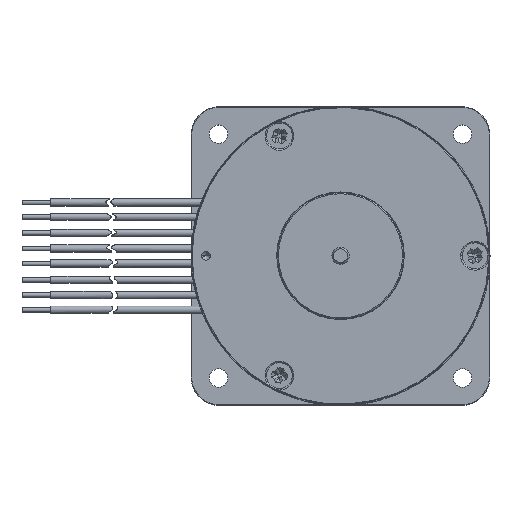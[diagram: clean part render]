
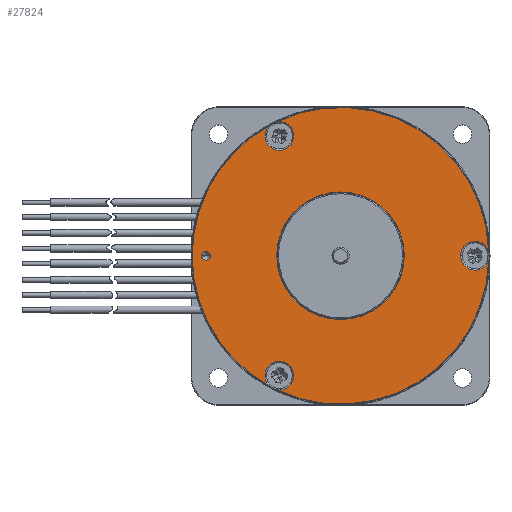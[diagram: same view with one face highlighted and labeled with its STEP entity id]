
A CAD part, top view. The second image highlights one B-rep face of the part: STEP entity #27824.
In plain terms, the highlighted face is planar.
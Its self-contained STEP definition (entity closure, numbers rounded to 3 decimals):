
#27279=CARTESIAN_POINT('',(0.,0.,0.));
#27280=DIRECTION('',(0.,0.,1.));
#27281=DIRECTION('',(1.,0.028,0.));
#27282=AXIS2_PLACEMENT_3D('',#27279,#27280,#27281);
#27284=CARTESIAN_POINT('',(-10.623,20.85,0.));
#27285=DIRECTION('',(0.,0.,-1.));
#27286=DIRECTION('',(-0.172,0.985,0.));
#27287=AXIS2_PLACEMENT_3D('',#27284,#27285,#27286);
#27289=CARTESIAN_POINT('',(-10.623,20.85,0.));
#27290=DIRECTION('',(0.,0.,-1.));
#27291=DIRECTION('',(1.,0.,0.));
#27292=AXIS2_PLACEMENT_3D('',#27289,#27290,#27291);
#27294=CARTESIAN_POINT('',(-10.623,20.85,0.));
#27295=DIRECTION('',(0.,0.,-1.));
#27296=DIRECTION('',(-1.,0.,0.));
#27297=AXIS2_PLACEMENT_3D('',#27294,#27295,#27296);
#27299=CARTESIAN_POINT('',(0.,0.,0.));
#27300=DIRECTION('',(0.,0.,1.));
#27301=DIRECTION('',(-0.479,0.878,0.));
#27302=AXIS2_PLACEMENT_3D('',#27299,#27300,#27301);
#27304=CARTESIAN_POINT('',(0.,0.,0.));
#27305=DIRECTION('',(0.,0.,1.));
#27306=DIRECTION('',(-1.,0.,0.));
#27307=AXIS2_PLACEMENT_3D('',#27304,#27305,#27306);
#27309=CARTESIAN_POINT('',(-10.623,-20.85,0.));
#27310=DIRECTION('',(0.,0.,-1.));
#27311=DIRECTION('',(-0.696,-0.718,0.));
#27312=AXIS2_PLACEMENT_3D('',#27309,#27310,#27311);
#27314=CARTESIAN_POINT('',(-10.623,-20.85,0.));
#27315=DIRECTION('',(0.,0.,-1.));
#27316=DIRECTION('',(-1.,0.,0.));
#27317=AXIS2_PLACEMENT_3D('',#27314,#27315,#27316);
#27319=CARTESIAN_POINT('',(-10.623,-20.85,0.));
#27320=DIRECTION('',(0.,0.,-1.));
#27321=DIRECTION('',(1.,0.,0.));
#27322=AXIS2_PLACEMENT_3D('',#27319,#27320,#27321);
#27324=CARTESIAN_POINT('',(0.,0.,0.));
#27325=DIRECTION('',(0.,0.,1.));
#27326=DIRECTION('',(-0.428,-0.904,0.));
#27327=AXIS2_PLACEMENT_3D('',#27324,#27325,#27326);
#27329=CARTESIAN_POINT('',(23.4,0.,0.));
#27330=DIRECTION('',(0.,0.,-1.));
#27331=DIRECTION('',(0.956,-0.294,0.));
#27332=AXIS2_PLACEMENT_3D('',#27329,#27330,#27331);
#27334=CARTESIAN_POINT('',(23.4,0.,0.));
#27335=DIRECTION('',(0.,0.,-1.));
#27336=DIRECTION('',(-1.,0.,0.));
#27337=AXIS2_PLACEMENT_3D('',#27334,#27335,#27336);
#27339=CARTESIAN_POINT('',(0.,0.,0.));
#27340=DIRECTION('',(0.,0.,-1.));
#27341=DIRECTION('',(-1.,0.,0.));
#27342=AXIS2_PLACEMENT_3D('',#27339,#27340,#27341);
#27344=CARTESIAN_POINT('',(0.,0.,0.));
#27345=DIRECTION('',(0.,0.,-1.));
#27346=DIRECTION('',(1.,0.,0.));
#27347=AXIS2_PLACEMENT_3D('',#27344,#27345,#27346);
#27349=CARTESIAN_POINT('',(-23.4,0.,0.));
#27350=DIRECTION('',(0.,0.,-1.));
#27351=DIRECTION('',(-1.,0.,0.));
#27352=AXIS2_PLACEMENT_3D('',#27349,#27350,#27351);
#27354=CARTESIAN_POINT('',(-23.4,0.,0.));
#27355=DIRECTION('',(0.,0.,-1.));
#27356=DIRECTION('',(1.,0.,0.));
#27357=AXIS2_PLACEMENT_3D('',#27354,#27355,#27356);
#27561=CARTESIAN_POINT('',(-24.15,0.,0.));
#27562=VERTEX_POINT('',#27561);
#27563=CARTESIAN_POINT('',(-22.65,0.,0.));
#27564=VERTEX_POINT('',#27563);
#27567=CARTESIAN_POINT('',(25.79,0.735,0.));
#27568=CARTESIAN_POINT('',(-11.053,23.312,0.));
#27569=VERTEX_POINT('',#27567);
#27570=VERTEX_POINT('',#27568);
#27571=CARTESIAN_POINT('',(-8.123,20.85,0.));
#27572=VERTEX_POINT('',#27571);
#27573=CARTESIAN_POINT('',(-13.123,20.85,0.));
#27574=VERTEX_POINT('',#27573);
#27575=CARTESIAN_POINT('',(-12.363,22.645,0.));
#27576=VERTEX_POINT('',#27575);
#27577=CARTESIAN_POINT('',(-25.8,0.,0.));
#27578=VERTEX_POINT('',#27577);
#27579=CARTESIAN_POINT('',(-12.363,-22.645,0.));
#27580=VERTEX_POINT('',#27579);
#27581=CARTESIAN_POINT('',(-13.123,-20.85,0.));
#27582=VERTEX_POINT('',#27581);
#27583=CARTESIAN_POINT('',(-8.123,-20.85,0.));
#27584=VERTEX_POINT('',#27583);
#27585=CARTESIAN_POINT('',(-11.053,-23.312,0.));
#27586=VERTEX_POINT('',#27585);
#27587=CARTESIAN_POINT('',(25.79,-0.735,0.));
#27588=VERTEX_POINT('',#27587);
#27589=CARTESIAN_POINT('',(20.9,0.,0.));
#27590=VERTEX_POINT('',#27589);
#27591=CARTESIAN_POINT('',(-11.1,0.,0.));
#27592=CARTESIAN_POINT('',(11.1,0.,0.));
#27593=VERTEX_POINT('',#27591);
#27594=VERTEX_POINT('',#27592);
#27785=CARTESIAN_POINT('',(0.,0.,0.));
#27786=DIRECTION('',(0.,0.,1.));
#27787=DIRECTION('',(1.,0.,0.));
#27788=AXIS2_PLACEMENT_3D('',#27785,#27786,#27787);
#27789=PLANE('',#27788);
#27790=ORIENTED_EDGE('',*,*,#27775,.T.);
#27792=ORIENTED_EDGE('',*,*,#27791,.T.);
#27794=ORIENTED_EDGE('',*,*,#27793,.T.);
#27796=ORIENTED_EDGE('',*,*,#27795,.T.);
#27797=ORIENTED_EDGE('',*,*,#27769,.T.);
#27798=ORIENTED_EDGE('',*,*,#27759,.T.);
#27800=ORIENTED_EDGE('',*,*,#27799,.T.);
#27802=ORIENTED_EDGE('',*,*,#27801,.T.);
#27804=ORIENTED_EDGE('',*,*,#27803,.T.);
#27805=ORIENTED_EDGE('',*,*,#27753,.T.);
#27807=ORIENTED_EDGE('',*,*,#27806,.T.);
#27809=ORIENTED_EDGE('',*,*,#27808,.T.);
#27810=EDGE_LOOP('',(#27790,#27792,#27794,#27796,#27797,#27798,#27800,#27802,
#27804,#27805,#27807,#27809));
#27811=FACE_OUTER_BOUND('',#27810,.F.);
#27813=ORIENTED_EDGE('',*,*,#27812,.T.);
#27815=ORIENTED_EDGE('',*,*,#27814,.T.);
#27816=EDGE_LOOP('',(#27813,#27815));
#27817=FACE_BOUND('',#27816,.F.);
#27819=ORIENTED_EDGE('',*,*,#27818,.T.);
#27821=ORIENTED_EDGE('',*,*,#27820,.T.);
#27822=EDGE_LOOP('',(#27819,#27821));
#27823=FACE_BOUND('',#27822,.F.);
#27824=ADVANCED_FACE('',(#27811,#27817,#27823),#27789,.F.);
#27283=CIRCLE('',#27282,25.8);
#27288=CIRCLE('',#27287,2.5);
#27293=CIRCLE('',#27292,2.5);
#27298=CIRCLE('',#27297,2.5);
#27303=CIRCLE('',#27302,25.8);
#27308=CIRCLE('',#27307,25.8);
#27313=CIRCLE('',#27312,2.5);
#27318=CIRCLE('',#27317,2.5);
#27323=CIRCLE('',#27322,2.5);
#27328=CIRCLE('',#27327,25.8);
#27333=CIRCLE('',#27332,2.5);
#27338=CIRCLE('',#27337,2.5);
#27343=CIRCLE('',#27342,11.1);
#27348=CIRCLE('',#27347,11.1);
#27353=CIRCLE('',#27352,0.75);
#27358=CIRCLE('',#27357,0.75);
#27753=EDGE_CURVE('',#27586,#27588,#27328,.T.);
#27759=EDGE_CURVE('',#27578,#27580,#27308,.T.);
#27769=EDGE_CURVE('',#27576,#27578,#27303,.T.);
#27775=EDGE_CURVE('',#27569,#27570,#27283,.T.);
#27791=EDGE_CURVE('',#27570,#27572,#27288,.T.);
#27793=EDGE_CURVE('',#27572,#27574,#27293,.T.);
#27795=EDGE_CURVE('',#27574,#27576,#27298,.T.);
#27799=EDGE_CURVE('',#27580,#27582,#27313,.T.);
#27801=EDGE_CURVE('',#27582,#27584,#27318,.T.);
#27803=EDGE_CURVE('',#27584,#27586,#27323,.T.);
#27806=EDGE_CURVE('',#27588,#27590,#27333,.T.);
#27808=EDGE_CURVE('',#27590,#27569,#27338,.T.);
#27812=EDGE_CURVE('',#27593,#27594,#27343,.T.);
#27814=EDGE_CURVE('',#27594,#27593,#27348,.T.);
#27818=EDGE_CURVE('',#27562,#27564,#27353,.T.);
#27820=EDGE_CURVE('',#27564,#27562,#27358,.T.);
